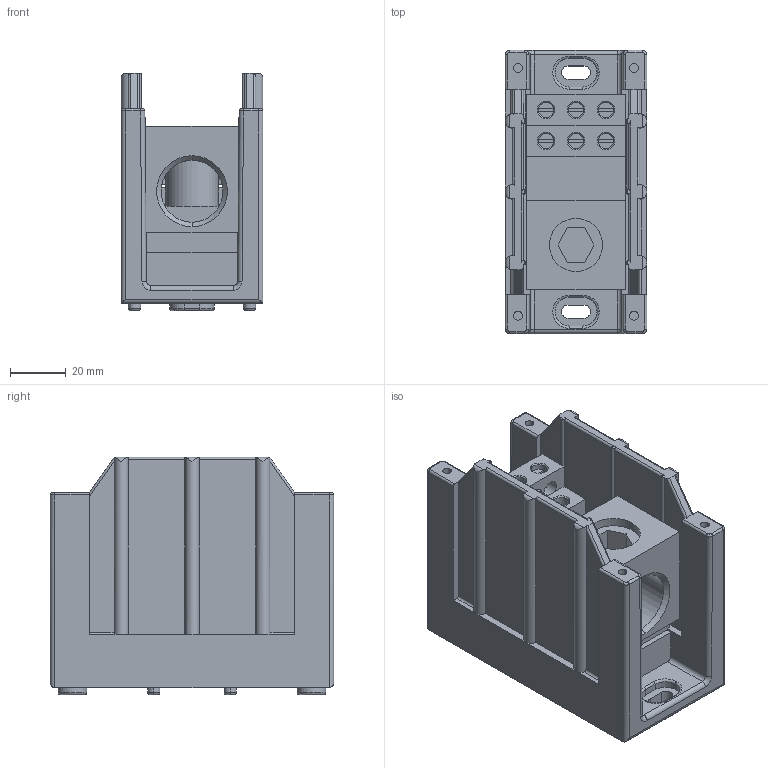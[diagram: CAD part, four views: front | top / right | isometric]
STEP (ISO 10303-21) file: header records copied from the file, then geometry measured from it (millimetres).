
FILE_DESCRIPTION (( 'STEP AP214' ), '1' );
FILE_NAME ('PB3061.STEP', '2014-12-17T20:04:22', ( '' ), ( '' ), 'SwSTEP 2.0', 'SolidWorks 2014', '' );
FILE_SCHEMA (( 'AUTOMOTIVE_DESIGN' ));
Length unit declared in the file: inch
Products named in the file (1): PB3061
Bounding box: 50.8 x 101.6 x 85.09 mm (x, y, z)
Volume: 181747.3 mm3; surface area: 75713.2 mm2
Topology: 5 solids, 5 shells, 562 faces, 1511 edges, 933 vertices
Faces by surface type: cylinder 234, plane 220, torus 84, cone 16, bspline 8
Entity records: 26495 total; most frequent: CARTESIAN_POINT 5169, ORIENTED_EDGE 3014, DIRECTION 2962, EDGE_CURVE 1507, AXIS2_PLACEMENT_3D 1102, VERTEX_POINT 933, VECTOR 758, LINE 758
